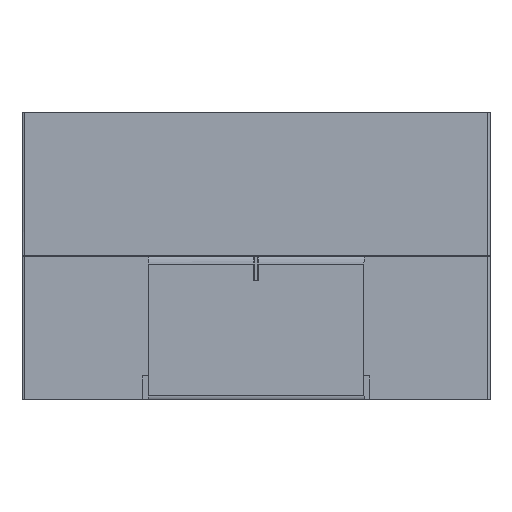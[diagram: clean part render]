
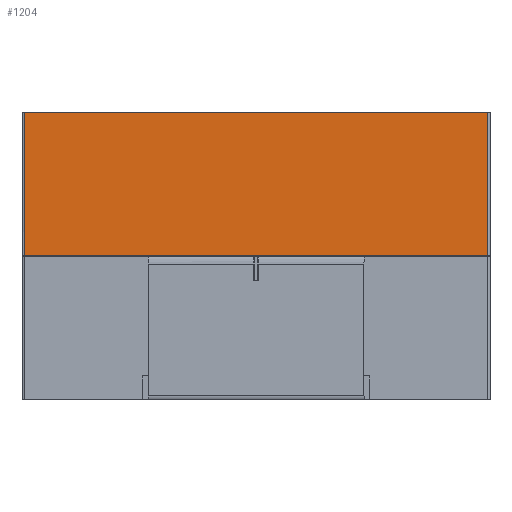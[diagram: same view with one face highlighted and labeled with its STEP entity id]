
A CAD part, front view. The second image highlights one B-rep face of the part: STEP entity #1204.
In plain terms, the highlighted free-form (B-spline) face has degree [1, 1] with [2, 2] control points.
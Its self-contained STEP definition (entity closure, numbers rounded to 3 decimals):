
#859=CARTESIAN_POINT('',(-3.22,-3.25,0.));
#860=VERTEX_POINT('',#859);
#861=CARTESIAN_POINT('',(3.22,-3.25,0.));
#862=VERTEX_POINT('',#861);
#863=CARTESIAN_POINT('',(-3.22,-3.25,0.));
#864=CARTESIAN_POINT('',(3.22,-3.25,0.));
#865=B_SPLINE_CURVE_WITH_KNOTS('',1,(#863,#864),.UNSPECIFIED.,.F.,.U.,(2,2),(0.,1.),.UNSPECIFIED.);
#866=EDGE_CURVE('',#860,#862,#865,.T.);
#1177=CARTESIAN_POINT('',(-3.22,-3.25,0.));
#1178=CARTESIAN_POINT('',(-3.22,-3.25,-1.997));
#1179=CARTESIAN_POINT('',(3.22,-3.25,0.));
#1180=CARTESIAN_POINT('',(3.22,-3.25,-1.997));
#1181=B_SPLINE_SURFACE_WITH_KNOTS('',1,1,((#1177,#1178),(#1179,#1180)),.PLANE_SURF.,.F.,.F.,.U.,(2,2),(2,2),(0.,1.),(0.,0.5),.UNSPECIFIED.);
#1182=ORIENTED_EDGE('',*,*,#866,.T.);
#1183=CARTESIAN_POINT('',(3.22,-3.25,-1.997));
#1184=VERTEX_POINT('',#1183);
#1185=CARTESIAN_POINT('',(3.22,-3.25,0.));
#1186=CARTESIAN_POINT('',(3.22,-3.25,-1.997));
#1187=B_SPLINE_CURVE_WITH_KNOTS('',1,(#1185,#1186),.UNSPECIFIED.,.F.,.U.,(2,2),(0.,0.5),.UNSPECIFIED.);
#1188=EDGE_CURVE('',#862,#1184,#1187,.T.);
#1189=ORIENTED_EDGE('',*,*,#1188,.T.);
#1190=CARTESIAN_POINT('',(-3.22,-3.25,-1.997));
#1191=VERTEX_POINT('',#1190);
#1192=CARTESIAN_POINT('',(3.22,-3.25,-1.997));
#1193=CARTESIAN_POINT('',(-3.22,-3.25,-1.997));
#1194=B_SPLINE_CURVE_WITH_KNOTS('',1,(#1192,#1193),.UNSPECIFIED.,.F.,.U.,(2,2),(0.153,0.847),.UNSPECIFIED.);
#1195=EDGE_CURVE('',#1184,#1191,#1194,.T.);
#1196=ORIENTED_EDGE('',*,*,#1195,.T.);
#1197=CARTESIAN_POINT('',(-3.22,-3.25,0.));
#1198=CARTESIAN_POINT('',(-3.22,-3.25,-1.997));
#1199=B_SPLINE_CURVE_WITH_KNOTS('',1,(#1197,#1198),.UNSPECIFIED.,.F.,.U.,(2,2),(0.,0.5),.UNSPECIFIED.);
#1200=EDGE_CURVE('',#860,#1191,#1199,.T.);
#1201=ORIENTED_EDGE('',*,*,#1200,.F.);
#1202=EDGE_LOOP('',(#1182,#1189,#1196,#1201));
#1203=FACE_OUTER_BOUND('',#1202,.F.);
#1204=ADVANCED_FACE('',(#1203),#1181,.F.);
